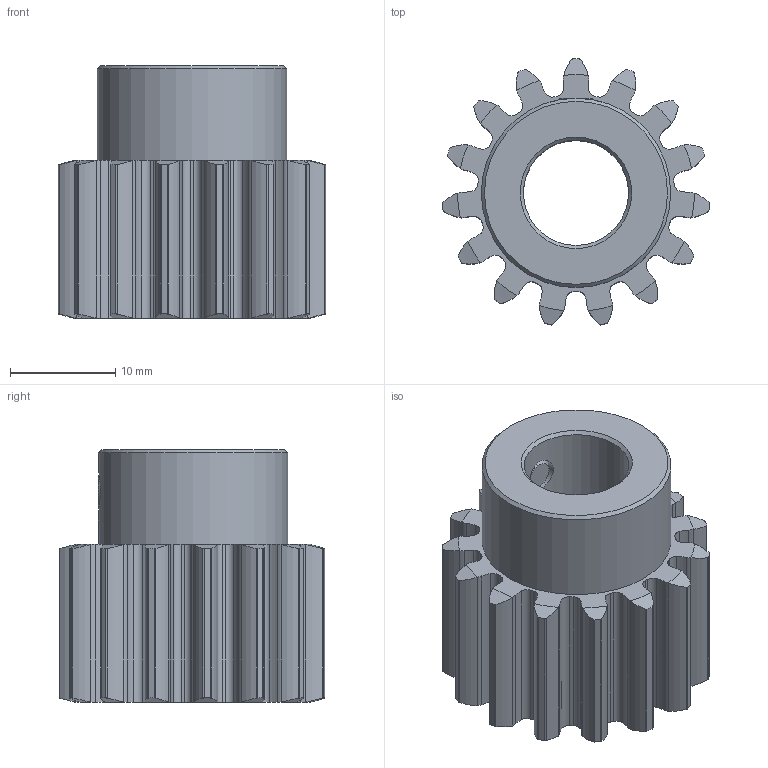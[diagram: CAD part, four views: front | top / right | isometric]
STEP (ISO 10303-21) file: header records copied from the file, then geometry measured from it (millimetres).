
FILE_DESCRIPTION(/* description */ ('STEP AP203'),/* implementation_level */ '2;1');
FILE_NAME(/* name */ 'GEAB1.5-15-15-B-10',/* time_stamp */ '2022-11-19T17:36:45+01:00',/* author */ ('License CC BY-ND 4.0'),/* organization */ ('CADENAS'),/* preprocessor_version */ 'ST-DEVELOPER v18.102',/* originating_system */ 'PARTsolutions',/* authorisation */ ' ');
FILE_SCHEMA (('CONFIG_CONTROL_DESIGN'));
Length unit declared in the file: millimetre
Products named in the file (3): GEAB1.5-15-15-B-10; SET-SCREW4-4; GEAB1.5-15-15-B-10_b
Assembly tree (2 placements, depth 2):
  GEAB1.5-15-15-B-10
    SET-SCREW4-4
    GEAB1.5-15-15-B-10_b
Bounding box: 25.42 x 25.28 x 24 mm (x, y, z)
Volume: 6149.4 mm3; surface area: 3981.8 mm2
Topology: 2 solids, 2 shells, 238 faces, 628 edges, 395 vertices
Faces by surface type: cylinder 184, cone 37, plane 17
Full cylindrical faces by diameter (mm): 3.242 x1, 4 x1, 10 x1, 18 x1
Entity records: 7533 total; most frequent: CARTESIAN_POINT 1628, DIRECTION 1262, ORIENTED_EDGE 1228, EDGE_CURVE 614, AXIS2_PLACEMENT_3D 529, VERTEX_POINT 393, CIRCLE 288, FACE_BOUND 255
